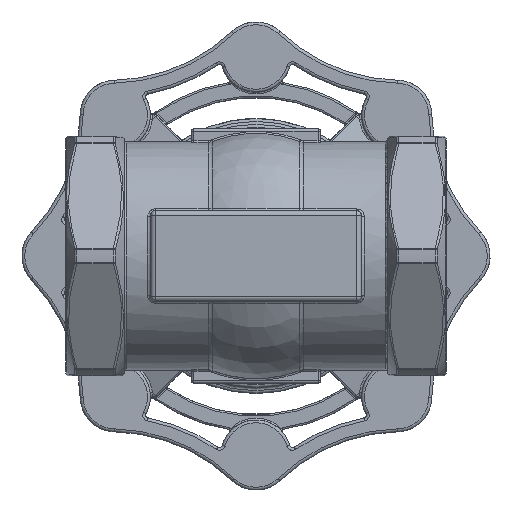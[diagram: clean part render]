
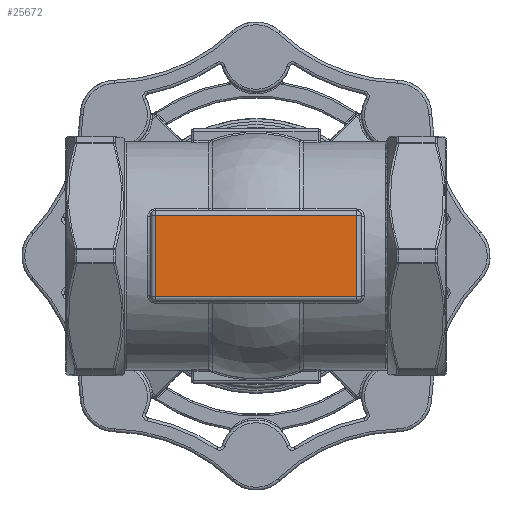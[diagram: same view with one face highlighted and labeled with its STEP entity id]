
A CAD part, front view. The second image highlights one B-rep face of the part: STEP entity #25672.
In plain terms, the highlighted planar face has unit normal (0, -1, 0).
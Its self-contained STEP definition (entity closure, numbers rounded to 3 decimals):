
#1021 = VECTOR ( 'NONE', #77108, 1000. ) ;
#5184 = CARTESIAN_POINT ( 'NONE',  ( -18., -21., 6.95 ) ) ;
#5718 = DIRECTION ( 'NONE',  ( 0., 0., 1. ) ) ;
#6681 = DIRECTION ( 'NONE',  ( 0., 0., -1. ) ) ;
#6934 = ORIENTED_EDGE ( 'NONE', *, *, #44211, .T. ) ;
#7780 = CARTESIAN_POINT ( 'NONE',  ( 17.2, -21., 6.95 ) ) ;
#7838 = ORIENTED_EDGE ( 'NONE', *, *, #53800, .T. ) ;
#11405 = DIRECTION ( 'NONE',  ( -1., 0., 0. ) ) ;
#11666 = PLANE ( 'NONE',  #29765 ) ;
#13789 = CARTESIAN_POINT ( 'NONE',  ( -17.2, -21., -7.75 ) ) ;
#15895 = CARTESIAN_POINT ( 'NONE',  ( -17.2, -21., 6.95 ) ) ;
#21006 = VECTOR ( 'NONE', #52382, 1000. ) ;
#24226 = VERTEX_POINT ( 'NONE', #44507 ) ;
#25672 = ADVANCED_FACE ( 'NONE', ( #75431 ), #11666, .T. ) ;
#27739 = EDGE_CURVE ( 'NONE', #77618, #65120, #81311, .T. ) ;
#29026 = VERTEX_POINT ( 'NONE', #37303 ) ;
#29765 = AXIS2_PLACEMENT_3D ( 'NONE', #69260, #37960, #6681 ) ;
#29937 = VECTOR ( 'NONE', #11405, 1000. ) ;
#30818 = ORIENTED_EDGE ( 'NONE', *, *, #66957, .T. ) ;
#32712 = LINE ( 'NONE', #13789, #21006 ) ;
#37303 = CARTESIAN_POINT ( 'NONE',  ( -17.2, -21., -6.95 ) ) ;
#37960 = DIRECTION ( 'NONE',  ( 0., -1., 0. ) ) ;
#37998 = EDGE_LOOP ( 'NONE', ( #7838, #79293, #30818, #6934 ) ) ;
#44211 = EDGE_CURVE ( 'NONE', #29026, #24226, #70510, .T. ) ;
#44507 = CARTESIAN_POINT ( 'NONE',  ( 17.2, -21., -6.95 ) ) ;
#52382 = DIRECTION ( 'NONE',  ( 0., 0., -1. ) ) ;
#53800 = EDGE_CURVE ( 'NONE', #24226, #77618, #74067, .T. ) ;
#62051 = CARTESIAN_POINT ( 'NONE',  ( 17.2, -21., 7.75 ) ) ;
#64320 = CARTESIAN_POINT ( 'NONE',  ( 18., -21., -6.95 ) ) ;
#65120 = VERTEX_POINT ( 'NONE', #15895 ) ;
#66957 = EDGE_CURVE ( 'NONE', #65120, #29026, #32712, .T. ) ;
#69260 = CARTESIAN_POINT ( 'NONE',  ( -18., -21., -7.75 ) ) ;
#70510 = LINE ( 'NONE', #64320, #1021 ) ;
#70620 = VECTOR ( 'NONE', #5718, 1000. ) ;
#74067 = LINE ( 'NONE', #62051, #70620 ) ;
#75431 = FACE_OUTER_BOUND ( 'NONE', #37998, .T. ) ;
#77108 = DIRECTION ( 'NONE',  ( 1., 0., 0. ) ) ;
#77618 = VERTEX_POINT ( 'NONE', #7780 ) ;
#79293 = ORIENTED_EDGE ( 'NONE', *, *, #27739, .T. ) ;
#81311 = LINE ( 'NONE', #5184, #29937 ) ;
